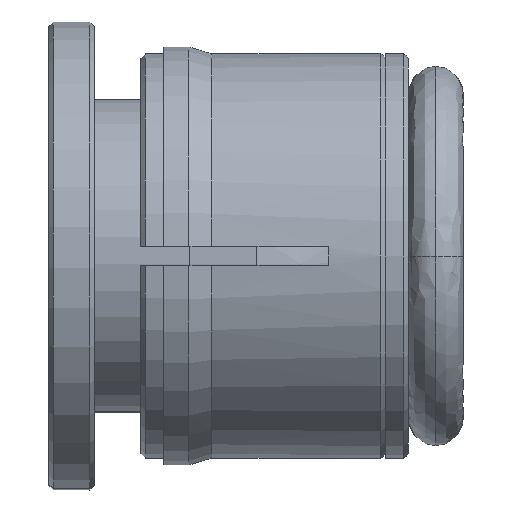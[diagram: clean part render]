
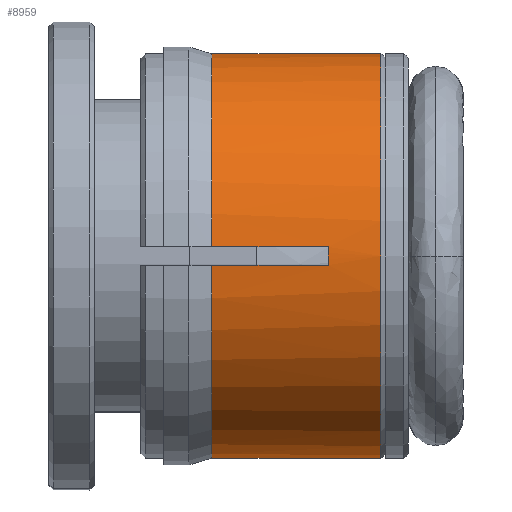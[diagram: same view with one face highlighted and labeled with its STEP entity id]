
A CAD part, left-side view. The second image highlights one B-rep face of the part: STEP entity #8959.
In plain terms, the highlighted cylindrical face has radius 8.85 mm (diameter 17.7 mm), a partial arc.
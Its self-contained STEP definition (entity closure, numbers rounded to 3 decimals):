
#627 = CARTESIAN_POINT ( 'NONE',  ( 0., 9.087, 0. ) ) ;
#710 = VERTEX_POINT ( 'NONE', #12371 ) ;
#1117 = VERTEX_POINT ( 'NONE', #9478 ) ;
#1228 = EDGE_CURVE ( 'NONE', #16350, #13109, #13527, .T. ) ;
#1383 = CARTESIAN_POINT ( 'NONE',  ( 0., 9.087, 8.85 ) ) ;
#1393 = CARTESIAN_POINT ( 'NONE',  ( 0., 5.901, 0. ) ) ;
#1602 = VERTEX_POINT ( 'NONE', #15595 ) ;
#1676 = ORIENTED_EDGE ( 'NONE', *, *, #12556, .T. ) ;
#1838 = LINE ( 'NONE', #16857, #5395 ) ;
#1913 = EDGE_CURVE ( 'NONE', #5094, #4363, #14843, .T. ) ;
#1950 = AXIS2_PLACEMENT_3D ( 'NONE', #1393, #12052, #2922 ) ;
#2131 = LINE ( 'NONE', #1383, #17870 ) ;
#2185 = CARTESIAN_POINT ( 'NONE',  ( 0., 3.601, 0. ) ) ;
#2227 = DIRECTION ( 'NONE',  ( 0., -1., 0. ) ) ;
#2301 = VERTEX_POINT ( 'NONE', #2649 ) ;
#2649 = CARTESIAN_POINT ( 'NONE',  ( 0., 3.601, 8.85 ) ) ;
#2696 = CARTESIAN_POINT ( 'NONE',  ( -8.841, 9.087, 0.4 ) ) ;
#2719 = CARTESIAN_POINT ( 'NONE',  ( -8.841, 9.087, -0.4 ) ) ;
#2922 = DIRECTION ( 'NONE',  ( 0., 0., -1. ) ) ;
#3423 = EDGE_CURVE ( 'NONE', #710, #5447, #7042, .T. ) ;
#3578 = AXIS2_PLACEMENT_3D ( 'NONE', #2185, #12873, #3688 ) ;
#3688 = DIRECTION ( 'NONE',  ( 0., 0., -1. ) ) ;
#3718 = CARTESIAN_POINT ( 'NONE',  ( 0., 5.901, -8.85 ) ) ;
#4221 = AXIS2_PLACEMENT_3D ( 'NONE', #5421, #16103, #6966 ) ;
#4226 = DIRECTION ( 'NONE',  ( 0., 1., 0. ) ) ;
#4363 = VERTEX_POINT ( 'NONE', #13643 ) ;
#4637 = DIRECTION ( 'NONE',  ( 0., -1., 0. ) ) ;
#5094 = VERTEX_POINT ( 'NONE', #17754 ) ;
#5211 = DIRECTION ( 'NONE',  ( 0., 1., 0. ) ) ;
#5395 = VECTOR ( 'NONE', #4637, 1000. ) ;
#5421 = CARTESIAN_POINT ( 'NONE',  ( 0., 5.901, 0. ) ) ;
#5447 = VERTEX_POINT ( 'NONE', #19464 ) ;
#5746 = DIRECTION ( 'NONE',  ( 0., -1., 0. ) ) ;
#5909 = EDGE_CURVE ( 'NONE', #1117, #710, #12871, .T. ) ;
#6181 = DIRECTION ( 'NONE',  ( 0., -1., 0. ) ) ;
#6383 = CARTESIAN_POINT ( 'NONE',  ( 0., 5.901, 0. ) ) ;
#6966 = DIRECTION ( 'NONE',  ( 0., 0., -1. ) ) ;
#7042 = CIRCLE ( 'NONE', #1950, 8.85 ) ;
#7177 = EDGE_CURVE ( 'NONE', #15030, #10215, #16039, .T. ) ;
#7428 = EDGE_CURVE ( 'NONE', #4363, #1117, #17677, .T. ) ;
#7901 = ORIENTED_EDGE ( 'NONE', *, *, #1913, .T. ) ;
#7917 = DIRECTION ( 'NONE',  ( 0., 0., -1. ) ) ;
#8121 = EDGE_CURVE ( 'NONE', #1602, #2301, #2131, .T. ) ;
#8347 = DIRECTION ( 'NONE',  ( 0., 0., -1. ) ) ;
#8684 = CARTESIAN_POINT ( 'NONE',  ( 0., 3.601, -8.85 ) ) ;
#8774 = VECTOR ( 'NONE', #16438, 1000. ) ;
#8959 = ADVANCED_FACE ( 'NONE', ( #10556 ), #9109, .T. ) ;
#9011 = ORIENTED_EDGE ( 'NONE', *, *, #16192, .T. ) ;
#9025 = DIRECTION ( 'NONE',  ( 0., -1., 0. ) ) ;
#9074 = ORIENTED_EDGE ( 'NONE', *, *, #14792, .T. ) ;
#9109 = CYLINDRICAL_SURFACE ( 'NONE', #18773, 8.85 ) ;
#9478 = CARTESIAN_POINT ( 'NONE',  ( -8.841, 11.001, 0.4 ) ) ;
#9549 = ORIENTED_EDGE ( 'NONE', *, *, #7428, .T. ) ;
#10024 = AXIS2_PLACEMENT_3D ( 'NONE', #6383, #17063, #7917 ) ;
#10215 = VERTEX_POINT ( 'NONE', #3718 ) ;
#10298 = VECTOR ( 'NONE', #6181, 1000. ) ;
#10556 = FACE_OUTER_BOUND ( 'NONE', #18503, .T. ) ;
#10785 = VECTOR ( 'NONE', #5211, 1000. ) ;
#10812 = AXIS2_PLACEMENT_3D ( 'NONE', #17699, #16246, #18543 ) ;
#11339 = AXIS2_PLACEMENT_3D ( 'NONE', #14907, #5746, #16449 ) ;
#12052 = DIRECTION ( 'NONE',  ( 0., -1., 0. ) ) ;
#12204 = ORIENTED_EDGE ( 'NONE', *, *, #3423, .T. ) ;
#12328 = CIRCLE ( 'NONE', #4221, 8.85 ) ;
#12343 = CARTESIAN_POINT ( 'NONE',  ( -0.394, 9.087, -8.841 ) ) ;
#12371 = CARTESIAN_POINT ( 'NONE',  ( -8.841, 5.901, 0.4 ) ) ;
#12520 = ORIENTED_EDGE ( 'NONE', *, *, #7177, .T. ) ;
#12556 = EDGE_CURVE ( 'NONE', #13109, #15030, #18878, .T. ) ;
#12871 = LINE ( 'NONE', #2696, #8774 ) ;
#12873 = DIRECTION ( 'NONE',  ( 0., 1., 0. ) ) ;
#13103 = ORIENTED_EDGE ( 'NONE', *, *, #8121, .F. ) ;
#13109 = VERTEX_POINT ( 'NONE', #14059 ) ;
#13527 = CIRCLE ( 'NONE', #10812, 8.85 ) ;
#13643 = CARTESIAN_POINT ( 'NONE',  ( -0.394, 11.001, 8.841 ) ) ;
#14059 = CARTESIAN_POINT ( 'NONE',  ( -0.394, 11.001, -8.841 ) ) ;
#14792 = EDGE_CURVE ( 'NONE', #1602, #5094, #12328, .T. ) ;
#14843 = LINE ( 'NONE', #15394, #10785 ) ;
#14907 = CARTESIAN_POINT ( 'NONE',  ( 0., 11.001, 0. ) ) ;
#15030 = VERTEX_POINT ( 'NONE', #15323 ) ;
#15227 = VECTOR ( 'NONE', #4226, 1000. ) ;
#15323 = CARTESIAN_POINT ( 'NONE',  ( -0.394, 5.901, -8.841 ) ) ;
#15394 = CARTESIAN_POINT ( 'NONE',  ( -0.394, 9.087, 8.841 ) ) ;
#15595 = CARTESIAN_POINT ( 'NONE',  ( 0., 5.901, 8.85 ) ) ;
#16039 = CIRCLE ( 'NONE', #10024, 8.85 ) ;
#16103 = DIRECTION ( 'NONE',  ( 0., -1., 0. ) ) ;
#16192 = EDGE_CURVE ( 'NONE', #18760, #2301, #18126, .T. ) ;
#16246 = DIRECTION ( 'NONE',  ( 0., -1., 0. ) ) ;
#16350 = VERTEX_POINT ( 'NONE', #19322 ) ;
#16384 = ORIENTED_EDGE ( 'NONE', *, *, #17442, .T. ) ;
#16438 = DIRECTION ( 'NONE',  ( 0., -1., 0. ) ) ;
#16449 = DIRECTION ( 'NONE',  ( 0., 0., -1. ) ) ;
#16843 = ORIENTED_EDGE ( 'NONE', *, *, #17291, .T. ) ;
#16857 = CARTESIAN_POINT ( 'NONE',  ( 0., 9.087, -8.85 ) ) ;
#17063 = DIRECTION ( 'NONE',  ( 0., -1., 0. ) ) ;
#17291 = EDGE_CURVE ( 'NONE', #5447, #16350, #19210, .T. ) ;
#17442 = EDGE_CURVE ( 'NONE', #10215, #18760, #1838, .T. ) ;
#17677 = CIRCLE ( 'NONE', #11339, 8.85 ) ;
#17699 = CARTESIAN_POINT ( 'NONE',  ( 0., 11.001, 0. ) ) ;
#17754 = CARTESIAN_POINT ( 'NONE',  ( -0.394, 5.901, 8.841 ) ) ;
#17788 = ORIENTED_EDGE ( 'NONE', *, *, #1228, .T. ) ;
#17870 = VECTOR ( 'NONE', #9025, 1000. ) ;
#18126 = CIRCLE ( 'NONE', #3578, 8.85 ) ;
#18338 = ORIENTED_EDGE ( 'NONE', *, *, #5909, .T. ) ;
#18503 = EDGE_LOOP ( 'NONE', ( #13103, #9074, #7901, #9549, #18338, #12204, #16843, #17788, #1676, #12520, #16384, #9011 ) ) ;
#18543 = DIRECTION ( 'NONE',  ( 0., 0., -1. ) ) ;
#18760 = VERTEX_POINT ( 'NONE', #8684 ) ;
#18773 = AXIS2_PLACEMENT_3D ( 'NONE', #627, #2227, #8347 ) ;
#18878 = LINE ( 'NONE', #12343, #10298 ) ;
#19210 = LINE ( 'NONE', #2719, #15227 ) ;
#19322 = CARTESIAN_POINT ( 'NONE',  ( -8.841, 11.001, -0.4 ) ) ;
#19464 = CARTESIAN_POINT ( 'NONE',  ( -8.841, 5.901, -0.4 ) ) ;
